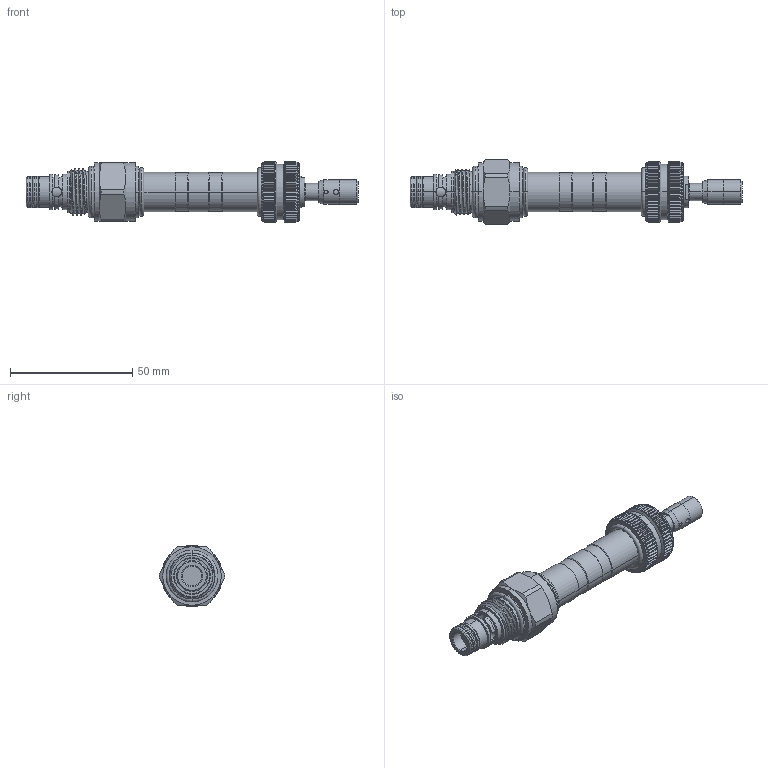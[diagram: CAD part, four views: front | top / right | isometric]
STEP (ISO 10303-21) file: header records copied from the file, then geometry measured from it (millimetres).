
FILE_DESCRIPTION (( 'STEP AP203' ), '1' );
FILE_NAME ('EP08W2C51T04.STEP', '2020-03-31T03:28:18', ( '' ), ( '' ), 'SwSTEP 2.0', 'SolidWorks 2018', '' );
FILE_SCHEMA (( 'CONFIG_CONTROL_DESIGN' ));
Length unit declared in the file: millimetre
Products named in the file (1): EP08W2C51T04
Bounding box: 135.94 x 26.66 x 25 mm (x, y, z)
Volume: 32381.1 mm3; surface area: 11320.1 mm2
Topology: 5 solids, 5 shells, 1046 faces, 2742 edges, 1731 vertices
Faces by surface type: plane 440, cylinder 430, cone 146, torus 24, bspline 6
Entity records: 36441 total; most frequent: CARTESIAN_POINT 11453, ORIENTED_EDGE 5484, DIRECTION 4940, EDGE_CURVE 2742, AXIS2_PLACEMENT_3D 1915, VERTEX_POINT 1731, LINE 1110, VECTOR 1110
